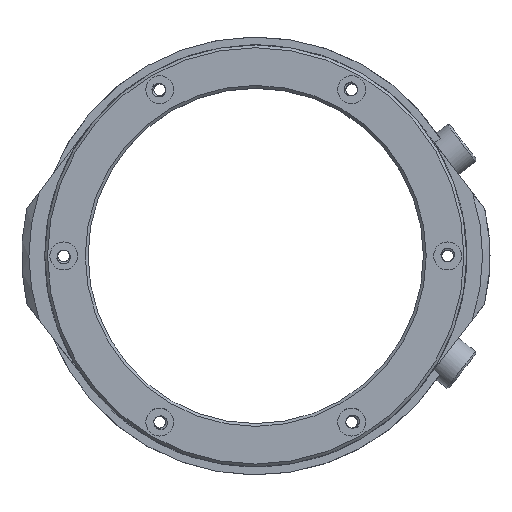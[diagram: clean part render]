
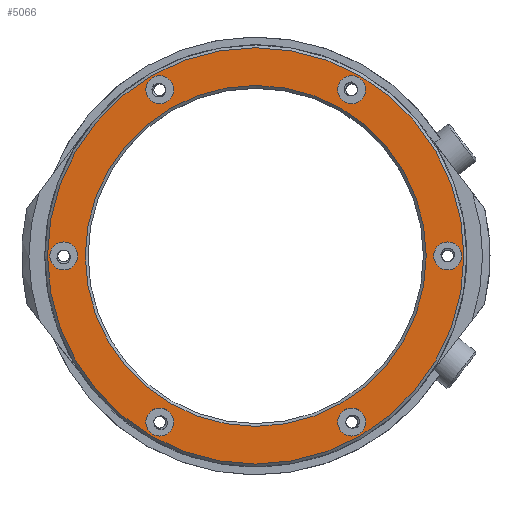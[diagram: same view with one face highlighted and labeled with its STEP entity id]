
A CAD part, top view. The second image highlights one B-rep face of the part: STEP entity #5066.
In plain terms, the highlighted planar face has unit normal (0, 0, 1).
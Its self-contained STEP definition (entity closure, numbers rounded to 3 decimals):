
#59=FACE_BOUND('',#608,.T.);
#60=FACE_BOUND('',#609,.T.);
#61=FACE_BOUND('',#610,.T.);
#62=FACE_BOUND('',#611,.T.);
#63=FACE_BOUND('',#612,.T.);
#64=FACE_BOUND('',#613,.T.);
#65=FACE_BOUND('',#614,.T.);
#104=PLANE('',#5405);
#306=FACE_OUTER_BOUND('',#607,.T.);
#607=EDGE_LOOP('',(#3805));
#608=EDGE_LOOP('',(#3806));
#609=EDGE_LOOP('',(#3807));
#610=EDGE_LOOP('',(#3808));
#611=EDGE_LOOP('',(#3809));
#612=EDGE_LOOP('',(#3810));
#613=EDGE_LOOP('',(#3811));
#614=EDGE_LOOP('',(#3812));
#815=CIRCLE('',#5403,18.3);
#817=CIRCLE('',#5406,22.35);
#818=CIRCLE('',#5407,1.5);
#819=CIRCLE('',#5408,1.5);
#820=CIRCLE('',#5409,1.5);
#821=CIRCLE('',#5410,1.5);
#822=CIRCLE('',#5411,1.5);
#823=CIRCLE('',#5412,1.5);
#2237=VERTEX_POINT('',#12207);
#2239=VERTEX_POINT('',#12213);
#2240=VERTEX_POINT('',#12215);
#2241=VERTEX_POINT('',#12217);
#2242=VERTEX_POINT('',#12219);
#2243=VERTEX_POINT('',#12221);
#2244=VERTEX_POINT('',#12223);
#2245=VERTEX_POINT('',#12225);
#2887=EDGE_CURVE('',#2237,#2237,#815,.T.);
#2890=EDGE_CURVE('',#2239,#2239,#817,.T.);
#2891=EDGE_CURVE('',#2240,#2240,#818,.T.);
#2892=EDGE_CURVE('',#2241,#2241,#819,.T.);
#2893=EDGE_CURVE('',#2242,#2242,#820,.T.);
#2894=EDGE_CURVE('',#2243,#2243,#821,.T.);
#2895=EDGE_CURVE('',#2244,#2244,#822,.T.);
#2896=EDGE_CURVE('',#2245,#2245,#823,.T.);
#3805=ORIENTED_EDGE('',*,*,#2890,.F.);
#3806=ORIENTED_EDGE('',*,*,#2891,.T.);
#3807=ORIENTED_EDGE('',*,*,#2892,.T.);
#3808=ORIENTED_EDGE('',*,*,#2893,.T.);
#3809=ORIENTED_EDGE('',*,*,#2894,.T.);
#3810=ORIENTED_EDGE('',*,*,#2895,.T.);
#3811=ORIENTED_EDGE('',*,*,#2896,.T.);
#3812=ORIENTED_EDGE('',*,*,#2887,.F.);
#5066=ADVANCED_FACE('',(#306,#59,#60,#61,#62,#63,#64,#65),#104,.T.);
#5403=AXIS2_PLACEMENT_3D('',#12208,#6160,#6161);
#5405=AXIS2_PLACEMENT_3D('',#12212,#6165,#6166);
#5406=AXIS2_PLACEMENT_3D('',#12214,#6167,#6168);
#5407=AXIS2_PLACEMENT_3D('',#12216,#6169,#6170);
#5408=AXIS2_PLACEMENT_3D('',#12218,#6171,#6172);
#5409=AXIS2_PLACEMENT_3D('',#12220,#6173,#6174);
#5410=AXIS2_PLACEMENT_3D('',#12222,#6175,#6176);
#5411=AXIS2_PLACEMENT_3D('',#12224,#6177,#6178);
#5412=AXIS2_PLACEMENT_3D('',#12226,#6179,#6180);
#6160=DIRECTION('center_axis',(0.,0.,1.));
#6161=DIRECTION('ref_axis',(1.,0.,0.));
#6165=DIRECTION('center_axis',(0.,0.,1.));
#6166=DIRECTION('ref_axis',(1.,0.,0.));
#6167=DIRECTION('center_axis',(0.,0.,-1.));
#6168=DIRECTION('ref_axis',(1.,0.,0.));
#6169=DIRECTION('center_axis',(0.,0.,-1.));
#6170=DIRECTION('ref_axis',(-0.5,0.866,0.));
#6171=DIRECTION('center_axis',(0.,0.,-1.));
#6172=DIRECTION('ref_axis',(0.5,0.866,0.));
#6173=DIRECTION('center_axis',(0.,0.,-1.));
#6174=DIRECTION('ref_axis',(1.,0.,0.));
#6175=DIRECTION('center_axis',(0.,0.,-1.));
#6176=DIRECTION('ref_axis',(0.5,-0.866,0.));
#6177=DIRECTION('center_axis',(0.,0.,-1.));
#6178=DIRECTION('ref_axis',(-0.5,-0.866,0.));
#6179=DIRECTION('center_axis',(0.,0.,-1.));
#6180=DIRECTION('ref_axis',(-1.,0.,0.));
#12207=CARTESIAN_POINT('',(-18.3,0.,6.5));
#12208=CARTESIAN_POINT('Origin',(0.,0.,6.5));
#12212=CARTESIAN_POINT('Origin',(0.,0.,6.5));
#12213=CARTESIAN_POINT('',(-22.35,0.,6.5));
#12214=CARTESIAN_POINT('Origin',(0.,0.,6.5));
#12215=CARTESIAN_POINT('',(11.05,-19.139,6.5));
#12216=CARTESIAN_POINT('Origin',(10.3,-17.84,6.5));
#12217=CARTESIAN_POINT('',(-11.05,-19.139,6.5));
#12218=CARTESIAN_POINT('Origin',(-10.3,-17.84,6.5));
#12219=CARTESIAN_POINT('',(-22.1,0.,6.5));
#12220=CARTESIAN_POINT('Origin',(-20.6,0.,6.5));
#12221=CARTESIAN_POINT('',(-11.05,19.139,6.5));
#12222=CARTESIAN_POINT('Origin',(-10.3,17.84,6.5));
#12223=CARTESIAN_POINT('',(11.05,19.139,6.5));
#12224=CARTESIAN_POINT('Origin',(10.3,17.84,6.5));
#12225=CARTESIAN_POINT('',(22.1,0.,6.5));
#12226=CARTESIAN_POINT('Origin',(20.6,0.,6.5));
